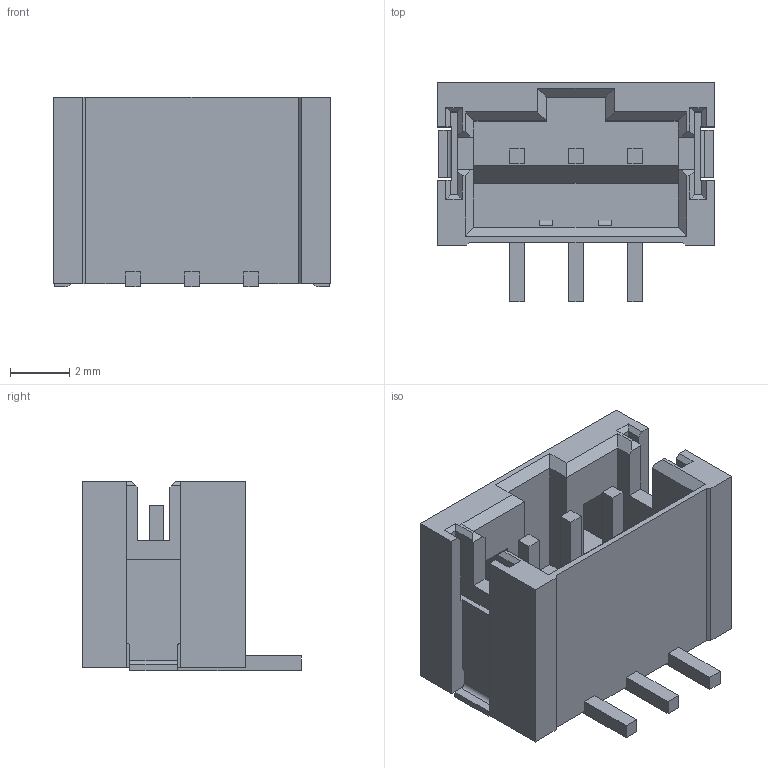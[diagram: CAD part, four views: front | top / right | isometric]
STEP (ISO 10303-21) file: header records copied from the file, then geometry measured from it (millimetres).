
FILE_DESCRIPTION((''),'2;1');
FILE_NAME('C-1775470-3','2019-11-05T07:58:22',('workeradm'),('TE Connectivity Ltd.'),'CREO PARAMETRIC BY PTC INC, 2019030','CREO PARAMETRIC BY PTC INC, 2019030','');
FILE_SCHEMA(('AUTOMOTIVE_DESIGN { 1 0 10303 214 1 1 1 1 }'));
Length unit declared in the file: millimetre
Products named in the file (1): C-1775470-3
Bounding box: 9.4 x 7.4 x 6.4 mm (x, y, z)
Volume: 179.4 mm3; surface area: 461.3 mm2
Topology: 1 solids, 1 shells, 145 faces, 404 edges, 264 vertices
Faces by surface type: plane 132, cylinder 13
Entity records: 4948 total; most frequent: CARTESIAN_POINT 815, ORIENTED_EDGE 808, DIRECTION 720, EDGE_CURVE 404, VECTOR 378, LINE 378, VERTEX_POINT 264, AXIS2_PLACEMENT_3D 171
